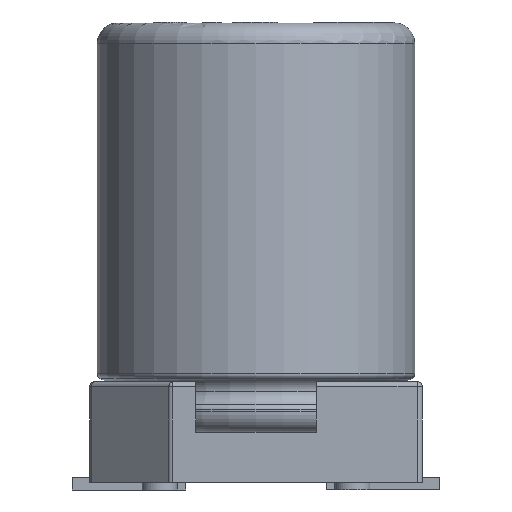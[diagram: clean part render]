
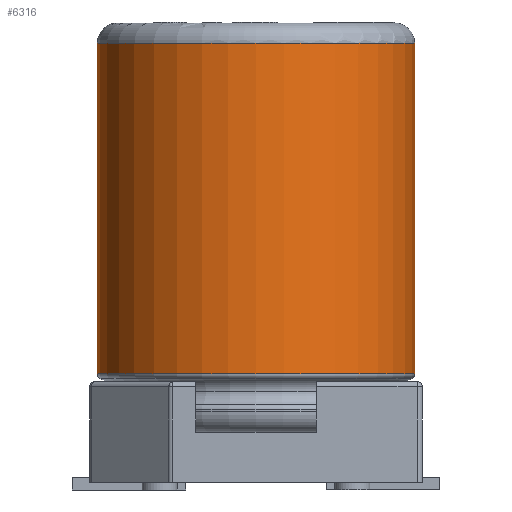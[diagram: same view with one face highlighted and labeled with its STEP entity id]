
A CAD part, left-side view. The second image highlights one B-rep face of the part: STEP entity #6316.
In plain terms, the highlighted cylindrical face has radius 3.15 mm (diameter 6.3 mm), a partial arc.
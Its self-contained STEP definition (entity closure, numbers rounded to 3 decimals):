
#12 = LINE ( 'NONE', #19, #2537 ) ;
#19 = CARTESIAN_POINT ( 'NONE',  ( 0., 3.15, -18.963 ) ) ;
#157 = ORIENTED_EDGE ( 'NONE', *, *, #6143, .F. ) ;
#292 = VERTEX_POINT ( 'NONE', #2914 ) ;
#409 = VERTEX_POINT ( 'NONE', #1853 ) ;
#500 = DIRECTION ( 'NONE',  ( 0., 0., -1. ) ) ;
#725 = CARTESIAN_POINT ( 'NONE',  ( 0., 0., 8.724 ) ) ;
#905 = EDGE_CURVE ( 'NONE', #6030, #3238, #5201, .T. ) ;
#1013 = CARTESIAN_POINT ( 'NONE',  ( 0., -3.15, 8.724 ) ) ;
#1131 = CARTESIAN_POINT ( 'NONE',  ( 0., 0., 2.155 ) ) ;
#1853 = CARTESIAN_POINT ( 'NONE',  ( 0., 3.15, 2.155 ) ) ;
#2317 = AXIS2_PLACEMENT_3D ( 'NONE', #1131, #4365, #4969 ) ;
#2341 = EDGE_CURVE ( 'NONE', #3238, #409, #12, .T. ) ;
#2348 = DIRECTION ( 'NONE',  ( 0., 0., -1. ) ) ;
#2414 = VECTOR ( 'NONE', #6261, 1000. ) ;
#2485 = CYLINDRICAL_SURFACE ( 'NONE', #3972, 3.15 ) ;
#2537 = VECTOR ( 'NONE', #500, 1000. ) ;
#2912 = DIRECTION ( 'NONE',  ( 0., 1., 0. ) ) ;
#2914 = CARTESIAN_POINT ( 'NONE',  ( 0., -3.15, 2.155 ) ) ;
#3238 = VERTEX_POINT ( 'NONE', #4127 ) ;
#3275 = LINE ( 'NONE', #5722, #2414 ) ;
#3735 = AXIS2_PLACEMENT_3D ( 'NONE', #725, #4588, #2912 ) ;
#3972 = AXIS2_PLACEMENT_3D ( 'NONE', #5061, #2348, #5229 ) ;
#4021 = FACE_OUTER_BOUND ( 'NONE', #6021, .T. ) ;
#4027 = CIRCLE ( 'NONE', #2317, 3.15 ) ;
#4127 = CARTESIAN_POINT ( 'NONE',  ( 0., 3.15, 8.724 ) ) ;
#4301 = ORIENTED_EDGE ( 'NONE', *, *, #5233, .F. ) ;
#4365 = DIRECTION ( 'NONE',  ( 0., 0., -1. ) ) ;
#4588 = DIRECTION ( 'NONE',  ( 0., 0., -1. ) ) ;
#4969 = DIRECTION ( 'NONE',  ( 0., 1., 0. ) ) ;
#5061 = CARTESIAN_POINT ( 'NONE',  ( 0., 0., -18.963 ) ) ;
#5201 = CIRCLE ( 'NONE', #3735, 3.15 ) ;
#5229 = DIRECTION ( 'NONE',  ( 0., 1., 0. ) ) ;
#5233 = EDGE_CURVE ( 'NONE', #6030, #292, #3275, .T. ) ;
#5722 = CARTESIAN_POINT ( 'NONE',  ( 0., -3.15, -18.963 ) ) ;
#6021 = EDGE_LOOP ( 'NONE', ( #4301, #6169, #6414, #157 ) ) ;
#6030 = VERTEX_POINT ( 'NONE', #1013 ) ;
#6143 = EDGE_CURVE ( 'NONE', #292, #409, #4027, .T. ) ;
#6169 = ORIENTED_EDGE ( 'NONE', *, *, #905, .T. ) ;
#6261 = DIRECTION ( 'NONE',  ( 0., 0., -1. ) ) ;
#6316 = ADVANCED_FACE ( 'NONE', ( #4021 ), #2485, .T. ) ;
#6414 = ORIENTED_EDGE ( 'NONE', *, *, #2341, .T. ) ;
